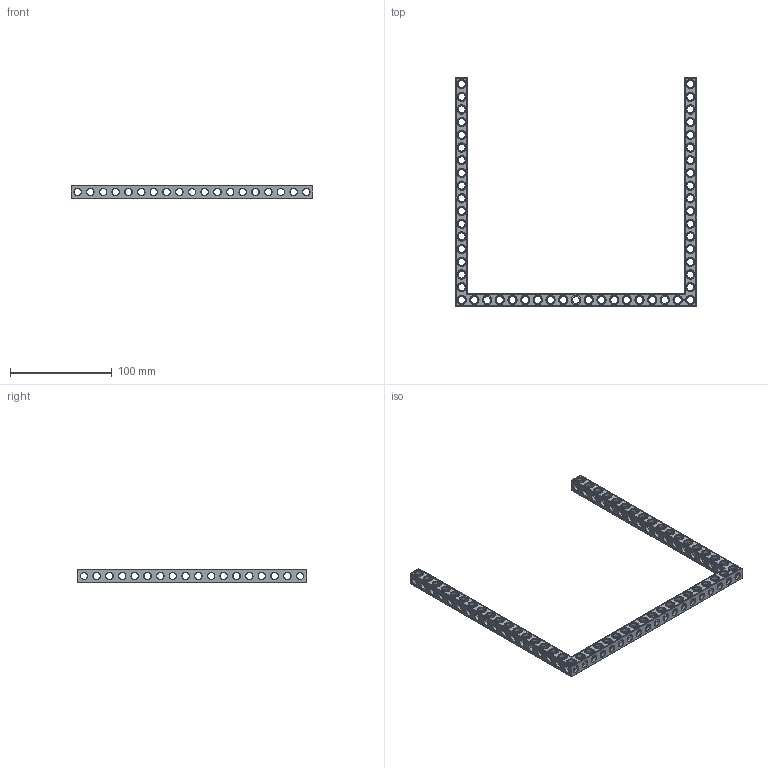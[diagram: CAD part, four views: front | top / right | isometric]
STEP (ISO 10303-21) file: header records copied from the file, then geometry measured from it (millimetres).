
FILE_DESCRIPTION(('FreeCAD Model'),'2;1');
FILE_NAME('Open CASCADE Shape Model','2022-03-06T23:37:18',('Author'),( ''),'Open CASCADE STEP processor 7.5','FreeCAD','Unknown');
FILE_SCHEMA(('AUTOMOTIVE_DESIGN { 1 0 10303 214 1 1 1 1 }'));
Products named in the file (1): Beam AGD ESS USH SYM BU19x18x01 - SPN-BEM-0629 (stemfie.org)
Bounding box: 237.5 x 225 x 12.5 mm (x, y, z)
Volume: 51787.1 mm3; surface area: 46159.8 mm2
Topology: 1 solids, 1 shells, 1141 faces, 3554 edges, 2290 vertices
Faces by surface type: plane 420, cylinder 319, cone 214, extrusion 188
Full cylindrical faces by diameter (mm): 6.98 x38, 7 x228, 9.2 x53
Entity records: 267695 total; most frequent: CARTESIAN_POINT 201991, DIRECTION 10572, ORIENTED_EDGE 7108, PCURVE 7108, DEFINITIONAL_REPRESENTATION 7108, VECTOR 6181, LINE 5993, EDGE_CURVE 3554
